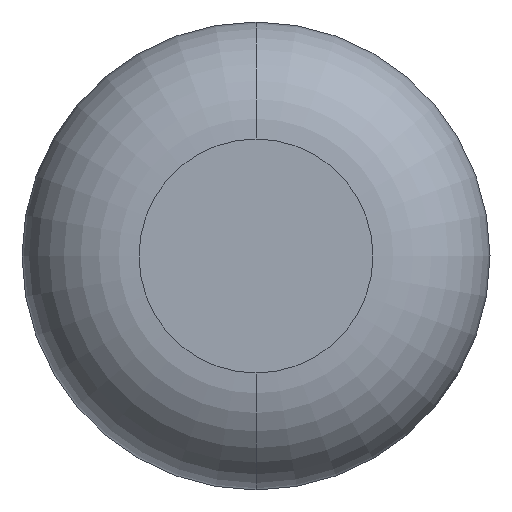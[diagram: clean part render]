
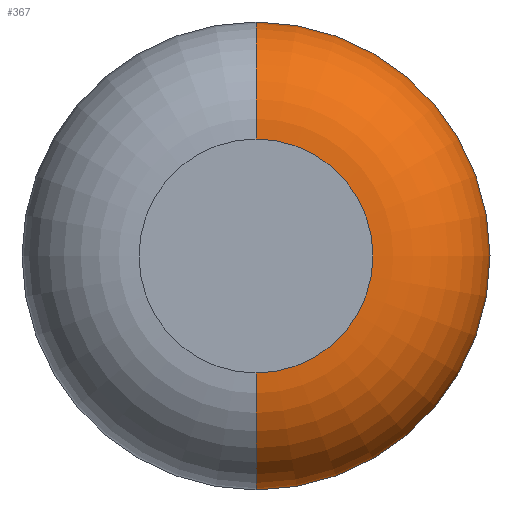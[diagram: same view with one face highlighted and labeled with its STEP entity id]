
A CAD part, front view. The second image highlights one B-rep face of the part: STEP entity #367.
In plain terms, the highlighted toroidal (fillet/blend) face has major radius 3.175 mm and minor radius 3.175 mm.
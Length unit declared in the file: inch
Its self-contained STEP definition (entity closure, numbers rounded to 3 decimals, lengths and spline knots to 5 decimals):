
#6 = CIRCLE ( 'NONE', #335, 0.125 ) ;
#12 = EDGE_CURVE ( 'NONE', #221, #45, #434, .T. ) ;
#16 = AXIS2_PLACEMENT_3D ( 'NONE', #83, #125, #250 ) ;
#21 = EDGE_LOOP ( 'NONE', ( #347, #49, #316, #441 ) ) ;
#32 = DIRECTION ( 'NONE',  ( 0., 0., -1. ) ) ;
#33 = DIRECTION ( 'NONE',  ( 0., -1., 0. ) ) ;
#39 = CARTESIAN_POINT ( 'NONE',  ( 0., 0., 0. ) ) ;
#45 = VERTEX_POINT ( 'NONE', #162 ) ;
#46 = CIRCLE ( 'NONE', #101, 0.125 ) ;
#49 = ORIENTED_EDGE ( 'NONE', *, *, #454, .T. ) ;
#80 = CIRCLE ( 'NONE', #282, 0.125 ) ;
#83 = CARTESIAN_POINT ( 'NONE',  ( 0., 0.125, 0. ) ) ;
#86 = DIRECTION ( 'NONE',  ( 0., 0., -1. ) ) ;
#101 = AXIS2_PLACEMENT_3D ( 'NONE', #39, #33, #469 ) ;
#114 = DIRECTION ( 'NONE',  ( 0., -1., 0. ) ) ;
#125 = DIRECTION ( 'NONE',  ( 0., -1., 0. ) ) ;
#150 = CARTESIAN_POINT ( 'NONE',  ( 0., 0.125, -0.25 ) ) ;
#162 = CARTESIAN_POINT ( 'NONE',  ( 0., 0.125, 0.25 ) ) ;
#174 = CARTESIAN_POINT ( 'NONE',  ( 0., 0.125, 0.125 ) ) ;
#198 = FACE_OUTER_BOUND ( 'NONE', #21, .T. ) ;
#221 = VERTEX_POINT ( 'NONE', #150 ) ;
#250 = DIRECTION ( 'NONE',  ( 0., 0., -1. ) ) ;
#282 = AXIS2_PLACEMENT_3D ( 'NONE', #174, #428, #86 ) ;
#308 = TOROIDAL_SURFACE ( 'NONE', #16, 0.125, 0.125 ) ;
#314 = CARTESIAN_POINT ( 'NONE',  ( 0., 0., -0.125 ) ) ;
#316 = ORIENTED_EDGE ( 'NONE', *, *, #480, .F. ) ;
#335 = AXIS2_PLACEMENT_3D ( 'NONE', #457, #420, #508 ) ;
#347 = ORIENTED_EDGE ( 'NONE', *, *, #12, .T. ) ;
#367 = ADVANCED_FACE ( 'NONE', ( #198 ), #308, .T. ) ;
#395 = EDGE_CURVE ( 'NONE', #221, #514, #6, .T. ) ;
#420 = DIRECTION ( 'NONE',  ( -1., 0., 0. ) ) ;
#428 = DIRECTION ( 'NONE',  ( 1., 0., 0. ) ) ;
#433 = VERTEX_POINT ( 'NONE', #512 ) ;
#434 = CIRCLE ( 'NONE', #494, 0.25 ) ;
#441 = ORIENTED_EDGE ( 'NONE', *, *, #395, .F. ) ;
#454 = EDGE_CURVE ( 'NONE', #45, #433, #80, .T. ) ;
#457 = CARTESIAN_POINT ( 'NONE',  ( 0., 0.125, -0.125 ) ) ;
#469 = DIRECTION ( 'NONE',  ( 0., 0., -1. ) ) ;
#480 = EDGE_CURVE ( 'NONE', #514, #433, #46, .T. ) ;
#494 = AXIS2_PLACEMENT_3D ( 'NONE', #543, #114, #32 ) ;
#508 = DIRECTION ( 'NONE',  ( 0., 0., 1. ) ) ;
#512 = CARTESIAN_POINT ( 'NONE',  ( 0., 0., 0.125 ) ) ;
#514 = VERTEX_POINT ( 'NONE', #314 ) ;
#543 = CARTESIAN_POINT ( 'NONE',  ( 0., 0.125, 0. ) ) ;
